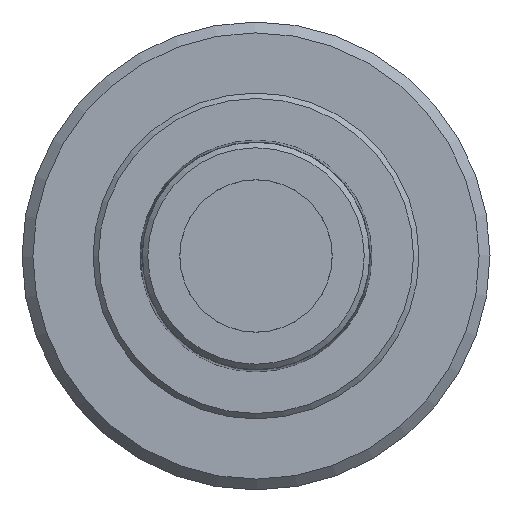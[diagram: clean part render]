
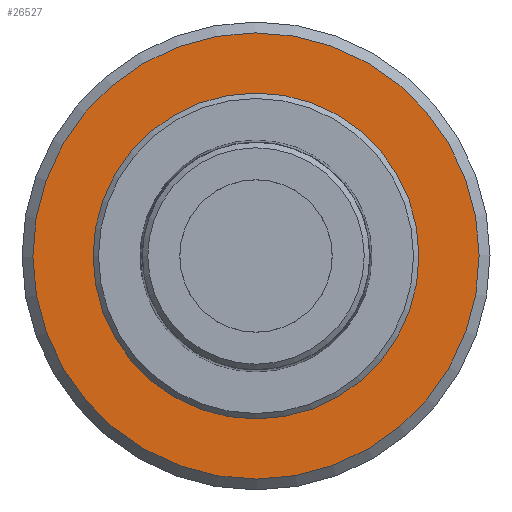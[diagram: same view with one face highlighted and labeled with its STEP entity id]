
A CAD part, left-side view. The second image highlights one B-rep face of the part: STEP entity #26527.
In plain terms, the highlighted planar face has unit normal (-1, 0, 0).
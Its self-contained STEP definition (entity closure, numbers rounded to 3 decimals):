
#499=FACE_BOUND('',#4492,.T.);
#1720=PLANE('',#28254);
#2926=FACE_OUTER_BOUND('',#4491,.T.);
#4491=EDGE_LOOP('',(#23426));
#4492=EDGE_LOOP('',(#23427));
#5284=CIRCLE('',#28252,29.532);
#5286=CIRCLE('',#28255,41.);
#12620=VERTEX_POINT('',#62470);
#12621=VERTEX_POINT('',#62475);
#16317=EDGE_CURVE('',#12620,#12620,#5284,.T.);
#16319=EDGE_CURVE('',#12621,#12621,#5286,.T.);
#23426=ORIENTED_EDGE('',*,*,#16319,.F.);
#23427=ORIENTED_EDGE('',*,*,#16317,.T.);
#26527=ADVANCED_FACE('',(#2926,#499),#1720,.T.);
#28252=AXIS2_PLACEMENT_3D('',#62472,#32645,#32646);
#28254=AXIS2_PLACEMENT_3D('',#62474,#32649,#32650);
#28255=AXIS2_PLACEMENT_3D('',#62476,#32651,#32652);
#32645=DIRECTION('center_axis',(1.,0.,0.));
#32646=DIRECTION('ref_axis',(0.,0.,-1.));
#32649=DIRECTION('center_axis',(-1.,0.,0.));
#32650=DIRECTION('ref_axis',(0.,0.,1.));
#32651=DIRECTION('center_axis',(1.,0.,0.));
#32652=DIRECTION('ref_axis',(0.,0.,-1.));
#62470=CARTESIAN_POINT('',(-17.1,0.,29.532));
#62472=CARTESIAN_POINT('Origin',(-17.1,0.,0.));
#62474=CARTESIAN_POINT('Origin',(-17.1,41.,0.));
#62475=CARTESIAN_POINT('',(-17.1,-41.,0.));
#62476=CARTESIAN_POINT('Origin',(-17.1,0.,0.));
